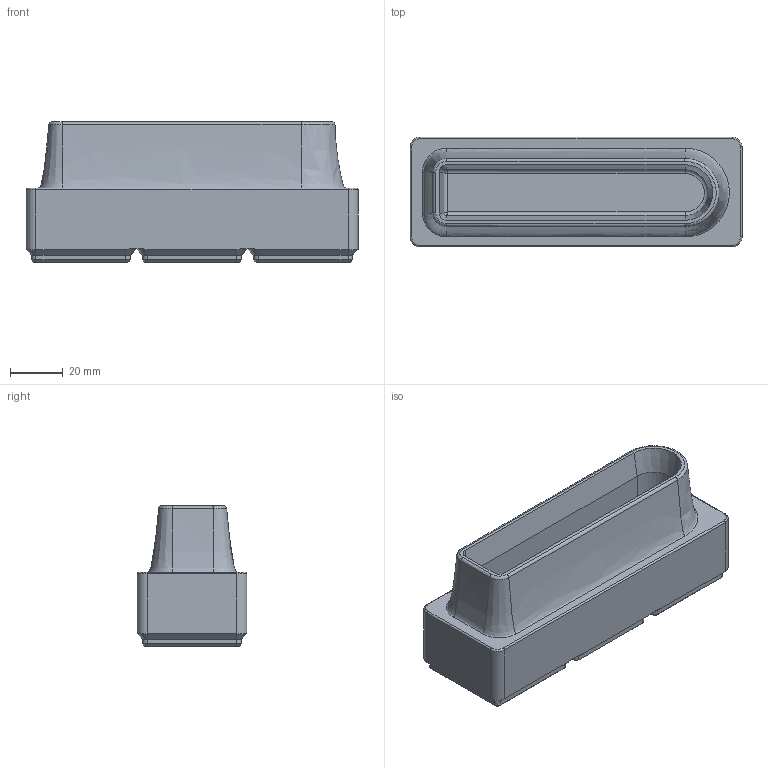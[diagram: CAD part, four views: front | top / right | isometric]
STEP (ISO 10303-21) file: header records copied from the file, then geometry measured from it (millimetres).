
FILE_DESCRIPTION(('FreeCAD Model'),'2;1');
FILE_NAME('Open CASCADE Shape Model','2023-05-08T22:54:04',(''),(''), 'Open CASCADE STEP processor 7.6','FreeCAD','Unknown');
FILE_SCHEMA(('AUTOMOTIVE_DESIGN { 1 0 10303 214 1 1 1 1 }'));
Length unit declared in the file: millimetre
Products named in the file (1): stand
Bounding box: 125.5 x 41.5 x 53 mm (x, y, z)
Volume: 132792.5 mm3; surface area: 35617.2 mm2
Topology: 1 solids, 1 shells, 176 faces, 362 edges, 212 vertices
Faces by surface type: plane 78, cylinder 52, cone 27, bspline 8, torus 5, revolution 3, extrusion 3
Full cylindrical faces by diameter (mm): 3 x12, 6.5 x12
Entity records: 11462 total; most frequent: CARTESIAN_POINT 4256, DIRECTION 1264, ORIENTED_EDGE 720, PCURVE 720, DEFINITIONAL_REPRESENTATION 720, VECTOR 580, LINE 577, EDGE_CURVE 360
